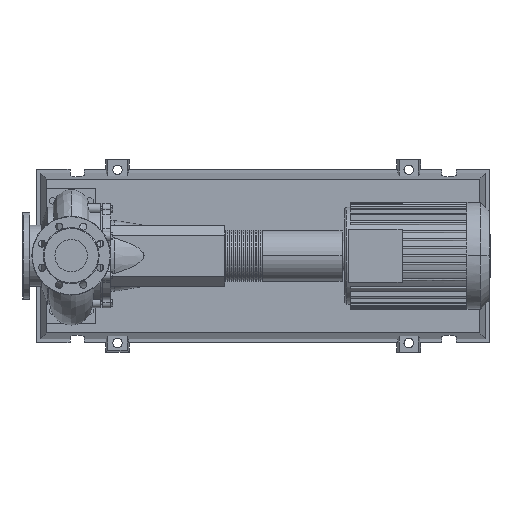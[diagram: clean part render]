
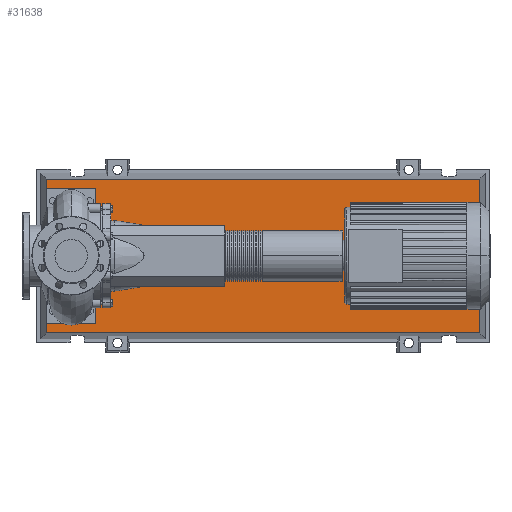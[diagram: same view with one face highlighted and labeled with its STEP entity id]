
A CAD part, top view. The second image highlights one B-rep face of the part: STEP entity #31638.
In plain terms, the highlighted planar face has unit normal (0, 0, 1).
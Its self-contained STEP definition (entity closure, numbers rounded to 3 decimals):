
#31319=CARTESIAN_POINT('',(1037.971,-195.471,103.0));
#31320=VERTEX_POINT('',#31319);
#31327=CARTESIAN_POINT('',(-62.971,-195.471,103.0));
#31328=VERTEX_POINT('',#31327);
#31329=CARTESIAN_POINT('',(1037.971,-195.471,103.0));
#31330=DIRECTION('',(-1.0,0.0,0.0));
#31331=VECTOR('',#31330,1100.941);
#31332=LINE('',#31329,#31331);
#31333=EDGE_CURVE('',#31320,#31328,#31332,.T.);
#31551=CARTESIAN_POINT('',(1037.971,195.471,103.0));
#31552=VERTEX_POINT('',#31551);
#31553=CARTESIAN_POINT('',(1037.971,195.471,103.0));
#31554=DIRECTION('',(0.0,-1.0,0.0));
#31555=VECTOR('',#31554,390.941);
#31556=LINE('',#31553,#31555);
#31557=EDGE_CURVE('',#31552,#31320,#31556,.T.);
#31575=CARTESIAN_POINT('',(-62.971,195.471,103.0));
#31576=VERTEX_POINT('',#31575);
#31577=CARTESIAN_POINT('',(-62.971,-195.471,103.0));
#31578=DIRECTION('',(0.0,1.0,0.0));
#31579=VECTOR('',#31578,390.941);
#31580=LINE('',#31577,#31579);
#31581=EDGE_CURVE('',#31328,#31576,#31580,.T.);
#31614=CARTESIAN_POINT('',(-62.971,195.471,103.0));
#31615=DIRECTION('',(1.0,0.0,0.0));
#31616=VECTOR('',#31615,1100.941);
#31617=LINE('',#31614,#31616);
#31618=EDGE_CURVE('',#31576,#31552,#31617,.T.);
#31627=CARTESIAN_POINT('',(487.5,0.,103.0));
#31628=DIRECTION('',(0.0,0.0,1.0));
#31629=DIRECTION('',(1.0,0.0,0.0));
#31630=AXIS2_PLACEMENT_3D('',#31627,#31628,#31629);
#31631=PLANE('',#31630);
#31632=ORIENTED_EDGE('',*,*,#31557,.F.);
#31633=ORIENTED_EDGE('',*,*,#31618,.F.);
#31634=ORIENTED_EDGE('',*,*,#31581,.F.);
#31635=ORIENTED_EDGE('',*,*,#31333,.F.);
#31636=EDGE_LOOP('',(#31632,#31633,#31634,#31635));
#31637=FACE_OUTER_BOUND('',#31636,.T.);
#31638=ADVANCED_FACE('',(#31637),#31631,.T.);
